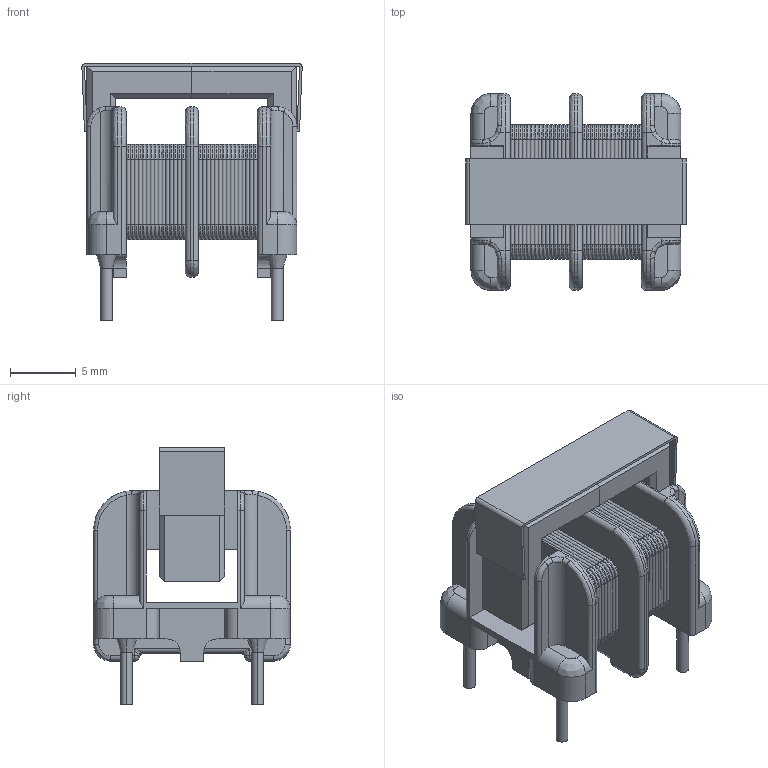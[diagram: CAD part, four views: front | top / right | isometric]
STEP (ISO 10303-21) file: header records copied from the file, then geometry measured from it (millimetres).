
FILE_DESCRIPTION (( 'STEP AP214' ), '1' );
FILE_NAME ('User Library-PLA10-1.STEP', '2022-12-06T13:36:21', ( '' ), ( '' ), 'SwSTEP 2.0', 'SolidWorks 2022', '' );
FILE_SCHEMA (( 'AUTOMOTIVE_DESIGN' ));
Length unit declared in the file: millimetre
Products named in the file (6): User Library-PLA10-1; Pins_1; Ñêîáà_1; PLA10_BODY_1; Îáìîòêà_1; Ferrit_1
Assembly tree (10 placements, depth 2):
  User Library-PLA10-1
    Pins_1  x4
    Ferrit_1  x2
    Îáìîòêà_1  x2
    Ñêîáà_1
    PLA10_BODY_1
Bounding box: 16.79 x 15 x 19.6 mm (x, y, z)
Volume: 1364.4 mm3; surface area: 3460.8 mm2
Topology: 10 solids, 10 shells, 687 faces, 1611 edges, 938 vertices
Faces by surface type: bspline 288, cylinder 255, plane 136, cone 8
Entity records: 20347 total; most frequent: CARTESIAN_POINT 5506, ORIENTED_EDGE 2108, DIRECTION 2056, EDGE_CURVE 1054, AXIS2_PLACEMENT_3D 815, VERTEX_POINT 624, CIRCLE 528, UNCERTAINTY_MEASURE_WITH_UNIT 458
